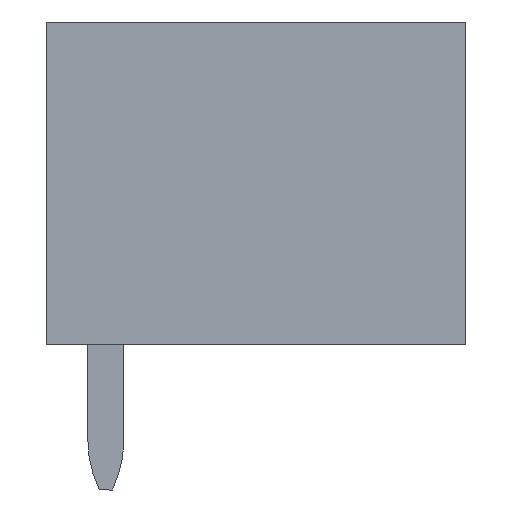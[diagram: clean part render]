
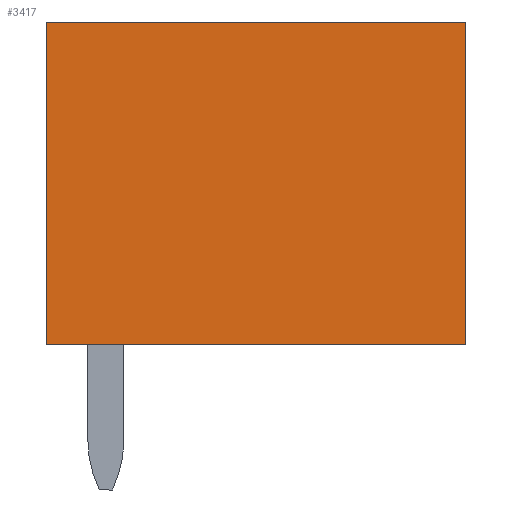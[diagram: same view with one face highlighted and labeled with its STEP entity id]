
A CAD part, left-side view. The second image highlights one B-rep face of the part: STEP entity #3417.
In plain terms, the highlighted planar face has unit normal (-1, 0, 0).
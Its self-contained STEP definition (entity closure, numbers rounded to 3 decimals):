
#3404=AXIS2_PLACEMENT_3D('Plane Axis2P3D',#3401,#3402,#3403) ;
#40=CARTESIAN_POINT('Vertex',(0.,0.,3.2)) ;
#45=CARTESIAN_POINT('Line Origine',(0.,4.6,3.2)) ;
#49=CARTESIAN_POINT('Vertex',(0.,9.2,3.2)) ;
#878=CARTESIAN_POINT('Vertex',(0.,0.,10.27)) ;
#881=CARTESIAN_POINT('Line Origine',(0.,0.,6.735)) ;
#3297=CARTESIAN_POINT('Vertex',(0.,9.2,10.27)) ;
#3300=CARTESIAN_POINT('Line Origine',(0.,4.6,10.27)) ;
#3401=CARTESIAN_POINT('Axis2P3D Location',(0.,0.,0.)) ;
#3406=CARTESIAN_POINT('Line Origine',(0.,9.2,6.735)) ;
#46=DIRECTION('Vector Direction',(0.,1.,0.)) ;
#882=DIRECTION('Vector Direction',(0.,0.,-1.)) ;
#3301=DIRECTION('Vector Direction',(0.,-1.,0.)) ;
#3402=DIRECTION('Axis2P3D Direction',(-1.,0.,0.)) ;
#3403=DIRECTION('Axis2P3D XDirection',(0.,-1.,0.)) ;
#3407=DIRECTION('Vector Direction',(0.,0.,1.)) ;
#47=VECTOR('Line Direction',#46,1.) ;
#883=VECTOR('Line Direction',#882,1.) ;
#3302=VECTOR('Line Direction',#3301,1.) ;
#3408=VECTOR('Line Direction',#3407,1.) ;
#3412=ORIENTED_EDGE('',*,*,#3410,.T.) ;
#3413=ORIENTED_EDGE('',*,*,#51,.T.) ;
#3414=ORIENTED_EDGE('',*,*,#885,.T.) ;
#3415=ORIENTED_EDGE('',*,*,#3304,.T.) ;
#3417=ADVANCED_FACE('HOUSING',(#3416),#3405,.T.) ;
#51=EDGE_CURVE('',#50,#41,#48,.F.) ;
#885=EDGE_CURVE('',#41,#879,#884,.F.) ;
#3304=EDGE_CURVE('',#879,#3298,#3303,.F.) ;
#3410=EDGE_CURVE('',#3298,#50,#3409,.F.) ;
#3411=EDGE_LOOP('',(#3412,#3413,#3414,#3415)) ;
#3416=FACE_OUTER_BOUND('',#3411,.T.) ;
#48=LINE('Line',#45,#47) ;
#884=LINE('Line',#881,#883) ;
#3303=LINE('Line',#3300,#3302) ;
#3409=LINE('Line',#3406,#3408) ;
#3405=PLANE('',#3404) ;
#41=VERTEX_POINT('',#40) ;
#50=VERTEX_POINT('',#49) ;
#879=VERTEX_POINT('',#878) ;
#3298=VERTEX_POINT('',#3297) ;
